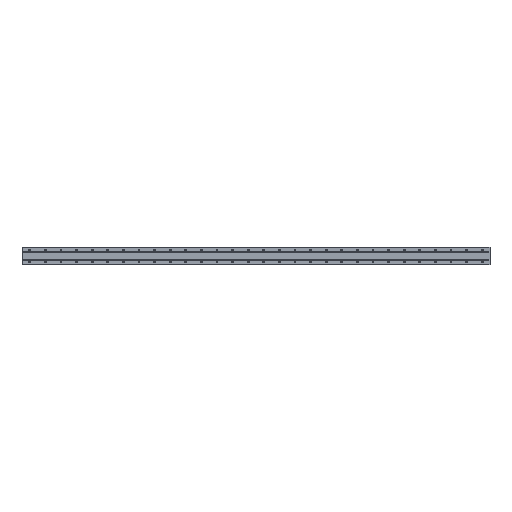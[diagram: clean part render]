
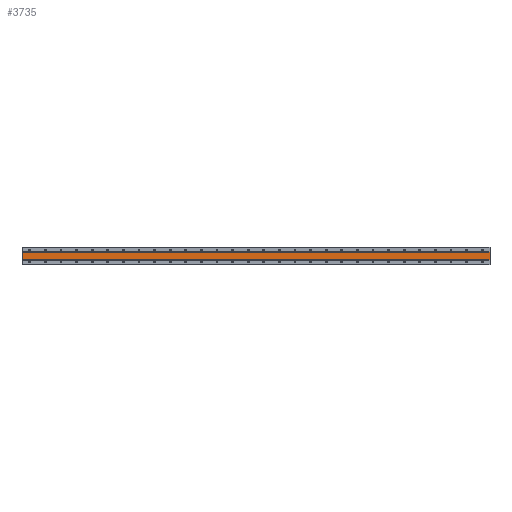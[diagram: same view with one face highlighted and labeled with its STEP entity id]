
A CAD part, front view. The second image highlights one B-rep face of the part: STEP entity #3735.
In plain terms, the highlighted planar face has unit normal (0, -1, 0).
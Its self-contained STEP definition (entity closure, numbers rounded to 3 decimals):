
#7 = CARTESIAN_POINT ( 'NONE',  ( 2360., 1., -20. ) ) ;
#488 = DIRECTION ( 'NONE',  ( 0., 0., 1. ) ) ;
#649 = CARTESIAN_POINT ( 'NONE',  ( -40., 1., 20. ) ) ;
#795 = CARTESIAN_POINT ( 'NONE',  ( -40., 1., 20. ) ) ;
#1282 = CARTESIAN_POINT ( 'NONE',  ( 2360., 1., 20. ) ) ;
#1400 = ORIENTED_EDGE ( 'NONE', *, *, #1559, .F. ) ;
#1426 = VERTEX_POINT ( 'NONE', #5559 ) ;
#1500 = DIRECTION ( 'NONE',  ( -1., 0., 0. ) ) ;
#1559 = EDGE_CURVE ( 'NONE', #9116, #9815, #4854, .T. ) ;
#1780 = EDGE_CURVE ( 'NONE', #8665, #1426, #8501, .T. ) ;
#2986 = ORIENTED_EDGE ( 'NONE', *, *, #8513, .F. ) ;
#3551 = DIRECTION ( 'NONE',  ( 0., 0., -1. ) ) ;
#3610 = PLANE ( 'NONE',  #4969 ) ;
#3735 = ADVANCED_FACE ( 'NONE', ( #7696 ), #3610, .F. ) ;
#3786 = ORIENTED_EDGE ( 'NONE', *, *, #1780, .F. ) ;
#3831 = LINE ( 'NONE', #8677, #5351 ) ;
#4238 = VECTOR ( 'NONE', #8061, 1000. ) ;
#4535 = EDGE_CURVE ( 'NONE', #1426, #9116, #6330, .T. ) ;
#4854 = LINE ( 'NONE', #649, #4238 ) ;
#4969 = AXIS2_PLACEMENT_3D ( 'NONE', #5900, #9185, #488 ) ;
#5236 = VECTOR ( 'NONE', #3551, 1000. ) ;
#5351 = VECTOR ( 'NONE', #7714, 1000. ) ;
#5559 = CARTESIAN_POINT ( 'NONE',  ( 2360., 1., -20. ) ) ;
#5900 = CARTESIAN_POINT ( 'NONE',  ( 2360., 1., 20. ) ) ;
#6330 = LINE ( 'NONE', #7, #6981 ) ;
#6758 = CARTESIAN_POINT ( 'NONE',  ( 2360., 1., 20. ) ) ;
#6981 = VECTOR ( 'NONE', #1500, 1000. ) ;
#7088 = ORIENTED_EDGE ( 'NONE', *, *, #4535, .F. ) ;
#7676 = EDGE_LOOP ( 'NONE', ( #7088, #3786, #2986, #1400 ) ) ;
#7696 = FACE_OUTER_BOUND ( 'NONE', #7676, .T. ) ;
#7714 = DIRECTION ( 'NONE',  ( 1., 0., 0. ) ) ;
#8061 = DIRECTION ( 'NONE',  ( 0., 0., 1. ) ) ;
#8501 = LINE ( 'NONE', #1282, #5236 ) ;
#8513 = EDGE_CURVE ( 'NONE', #9815, #8665, #3831, .T. ) ;
#8665 = VERTEX_POINT ( 'NONE', #6758 ) ;
#8677 = CARTESIAN_POINT ( 'NONE',  ( 2360., 1., 20. ) ) ;
#8754 = CARTESIAN_POINT ( 'NONE',  ( -40., 1., -20. ) ) ;
#9116 = VERTEX_POINT ( 'NONE', #8754 ) ;
#9185 = DIRECTION ( 'NONE',  ( 0., 1., 0. ) ) ;
#9815 = VERTEX_POINT ( 'NONE', #795 ) ;
